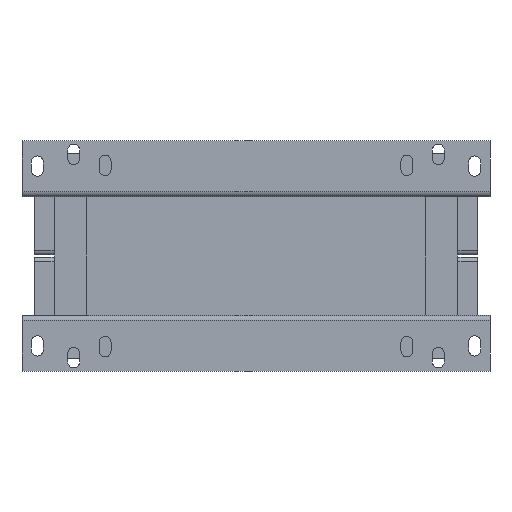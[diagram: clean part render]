
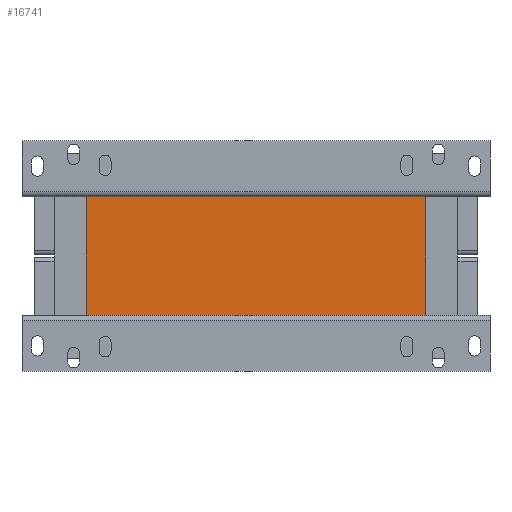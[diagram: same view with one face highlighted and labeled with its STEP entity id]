
A CAD part, front view. The second image highlights one B-rep face of the part: STEP entity #16741.
In plain terms, the highlighted planar face has unit normal (0, -1, 0).
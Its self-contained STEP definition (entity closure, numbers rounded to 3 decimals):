
#1665 = CARTESIAN_POINT ( 'NONE',  ( 200., -200., -70. ) ) ;
#3344 = CARTESIAN_POINT ( 'NONE',  ( -200., -200., 70. ) ) ;
#4681 = LINE ( 'NONE', #36939, #35370 ) ;
#4701 = VERTEX_POINT ( 'NONE', #11983 ) ;
#5878 = VERTEX_POINT ( 'NONE', #36763 ) ;
#7282 = DIRECTION ( 'NONE',  ( 0., 1., 0. ) ) ;
#8602 = LINE ( 'NONE', #3344, #16129 ) ;
#8998 = VERTEX_POINT ( 'NONE', #1665 ) ;
#9790 = DIRECTION ( 'NONE',  ( 0., 0., 1. ) ) ;
#10022 = CARTESIAN_POINT ( 'NONE',  ( -200., -200., 70. ) ) ;
#10889 = FACE_OUTER_BOUND ( 'NONE', #28443, .T. ) ;
#11983 = CARTESIAN_POINT ( 'NONE',  ( -200., -200., 70. ) ) ;
#12017 = VECTOR ( 'NONE', #13032, 1000. ) ;
#13032 = DIRECTION ( 'NONE',  ( 0., 0., -1. ) ) ;
#13597 = EDGE_CURVE ( 'Defeature ausgef�hrt2_18+Defeature ausgef�hrt2_23+Defeature ausgef�hrt2_789+Defeature ausgef�hrt2_788', #5878, #8998, #18665, .T. ) ;
#15135 = EDGE_CURVE ( 'Defeature ausgef�hrt2_789+Defeature ausgef�hrt2_23+Defeature ausgef�hrt2_17+Defeature ausgef�hrt2_18', #4701, #5878, #8602, .T. ) ;
#16129 = VECTOR ( 'NONE', #31072, 1000. ) ;
#16741 = ADVANCED_FACE ( 'Defeature ausgef�hrt2_23', ( #10889 ), #28109, .F. ) ;
#18665 = LINE ( 'NONE', #27769, #23435 ) ;
#18899 = AXIS2_PLACEMENT_3D ( 'NONE', #21808, #7282, #9790 ) ;
#18934 = DIRECTION ( 'NONE',  ( 0., 0., -1. ) ) ;
#19861 = DIRECTION ( 'NONE',  ( 1., 0., 0. ) ) ;
#21808 = CARTESIAN_POINT ( 'NONE',  ( -200., -200., 70. ) ) ;
#23435 = VECTOR ( 'NONE', #18934, 1000. ) ;
#24201 = ORIENTED_EDGE ( 'NONE', *, *, #15135, .F. ) ;
#27560 = LINE ( 'NONE', #10022, #12017 ) ;
#27769 = CARTESIAN_POINT ( 'NONE',  ( 200., -200., 70. ) ) ;
#28109 = PLANE ( 'NONE',  #18899 ) ;
#28443 = EDGE_LOOP ( 'NONE', ( #30187, #32667, #24201, #30145 ) ) ;
#30145 = ORIENTED_EDGE ( 'NONE', *, *, #38604, .T. ) ;
#30187 = ORIENTED_EDGE ( 'NONE', *, *, #33221, .T. ) ;
#31072 = DIRECTION ( 'NONE',  ( 1., 0., 0. ) ) ;
#32667 = ORIENTED_EDGE ( 'NONE', *, *, #13597, .F. ) ;
#33221 = EDGE_CURVE ( 'Defeature ausgef�hrt2_23+Defeature ausgef�hrt2_788+Defeature ausgef�hrt2_17+Defeature ausgef�hrt2_18', #37165, #8998, #4681, .T. ) ;
#34918 = CARTESIAN_POINT ( 'NONE',  ( -200., -200., -70. ) ) ;
#35370 = VECTOR ( 'NONE', #19861, 1000. ) ;
#36763 = CARTESIAN_POINT ( 'NONE',  ( 200., -200., 70. ) ) ;
#36939 = CARTESIAN_POINT ( 'NONE',  ( -200., -200., -70. ) ) ;
#37165 = VERTEX_POINT ( 'NONE', #34918 ) ;
#38604 = EDGE_CURVE ( 'Defeature ausgef�hrt2_23+Defeature ausgef�hrt2_17+Defeature ausgef�hrt2_789+Defeature ausgef�hrt2_788', #4701, #37165, #27560, .T. ) ;
